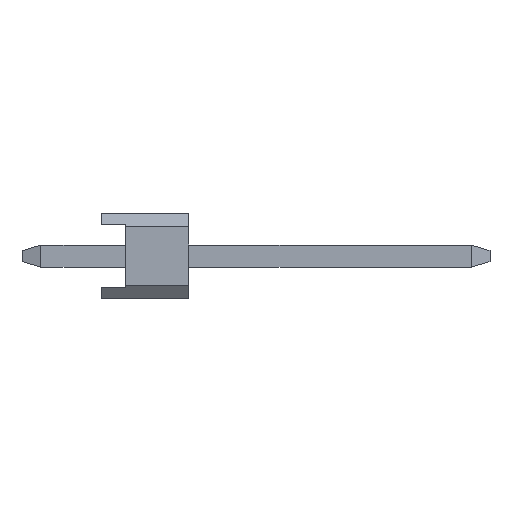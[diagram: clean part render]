
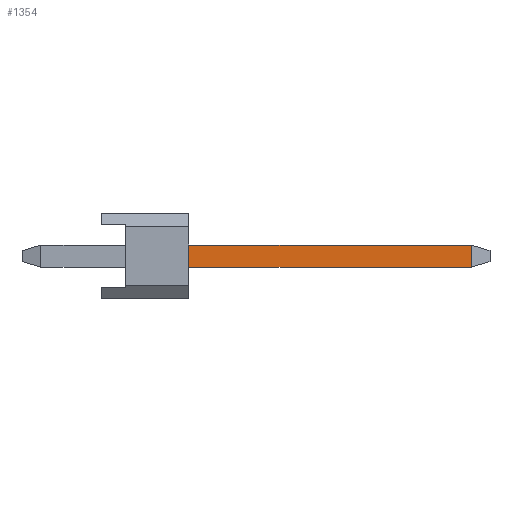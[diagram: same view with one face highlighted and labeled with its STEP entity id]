
A CAD part, left-side view. The second image highlights one B-rep face of the part: STEP entity #1354.
In plain terms, the highlighted planar face has unit normal (-1, 0, 0).
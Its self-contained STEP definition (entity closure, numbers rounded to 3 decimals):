
#1246=EDGE_CURVE('',#2628,#2654,#3414,.T.);
#1310=EDGE_CURVE('',#1924,#2372,#3486,.T.);
#1354=ADVANCED_FACE('',(#3532),#3533,.T.);
#1924=VERTEX_POINT('',#4168);
#2312=EDGE_CURVE('',#2654,#1924,#4590,.T.);
#2372=VERTEX_POINT('',#4656);
#2628=VERTEX_POINT('',#4947);
#2654=VERTEX_POINT('',#4973);
#2966=EDGE_CURVE('',#2372,#2628,#5316,.T.);
#3414=LINE('',#5852,#5853);
#3486=LINE('',#5952,#5953);
#3532=FACE_OUTER_BOUND('',#6019,.T.);
#3533=PLANE('',#6020);
#4168=CARTESIAN_POINT('',(-7.94,-10.744,0.32));
#4590=LINE('',#7568,#7569);
#4656=CARTESIAN_POINT('',(-7.94,-10.744,-0.32));
#4947=CARTESIAN_POINT('',(-7.94,-2.54,-0.32));
#4973=CARTESIAN_POINT('',(-7.94,-2.54,0.32));
#5316=LINE('',#8614,#8615);
#5852=CARTESIAN_POINT('',(-7.94,-2.54,0.252));
#5853=VECTOR('',#9187,1.0);
#5952=CARTESIAN_POINT('',(-7.94,-10.744,0.5));
#5953=VECTOR('',#9265,1.0);
#6019=EDGE_LOOP('',(#9293,#9294,#9295,#9296));
#6020=AXIS2_PLACEMENT_3D('',#9297,#9298,#9299);
#7568=CARTESIAN_POINT('',(-7.94,-4.49,0.32));
#7569=VECTOR('',#10387,1.0);
#8614=CARTESIAN_POINT('',(-7.94,1.764,-0.32));
#8615=VECTOR('',#11159,1.0);
#9187=DIRECTION('',(0.,0.,1.0));
#9265=DIRECTION('',(0.0,0.,-1.0));
#9293=ORIENTED_EDGE('',*,*,#1246,.F.);
#9294=ORIENTED_EDGE('',*,*,#2966,.F.);
#9295=ORIENTED_EDGE('',*,*,#1310,.F.);
#9296=ORIENTED_EDGE('',*,*,#2312,.F.);
#9297=CARTESIAN_POINT('',(-7.94,1.764,0.5));
#9298=DIRECTION('',(-1.0,0.,0.));
#9299=DIRECTION('',(0.,1.0,0.));
#10387=DIRECTION('',(0.,-1.0,0.));
#11159=DIRECTION('',(0.,1.0,0.));
